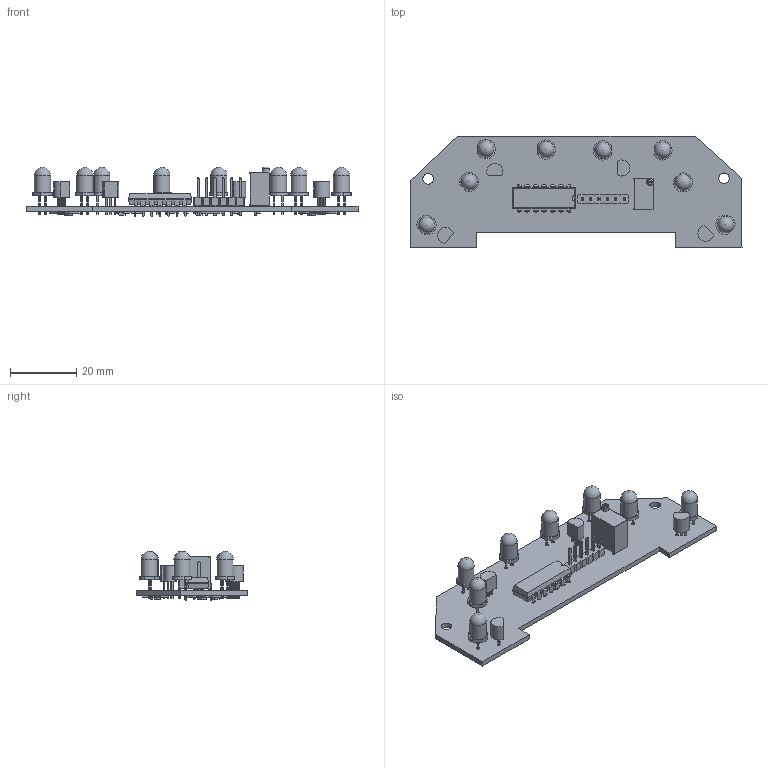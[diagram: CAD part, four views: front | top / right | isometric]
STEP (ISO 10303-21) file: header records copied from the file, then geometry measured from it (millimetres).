
FILE_DESCRIPTION(('KiCad electronic assembly'),'2;1');
FILE_NAME('pp sense.step','2023-10-01T17:53:07',('Pcbnew'),('Kicad'), 'Open CASCADE STEP processor 7.7','KiCad to STEP converter','Unknown' );
FILE_SCHEMA(('AUTOMOTIVE_DESIGN { 1 0 10303 214 1 1 1 1 }'));
Length unit declared in the file: millimetre
Products named in the file (16): pp sense 1; TO-92_Inline; SOLID; LED_D5.0mm; PinHeader_1x06_P2.54mm_Vertical; DIP-14_W7.62mm; Potentiometer_Bourns_3299W_Vertical; R_1206_3216Metric; LED_1206_3216Metric; pp sense PCB
Assembly tree (47 placements, depth 3):
  pp sense 1
    TO-92_Inline  x4
      SOLID
    LED_D5.0mm  x8
      SOLID
    PinHeader_1x06_P2.54mm_Vertical
      SOLID
    DIP-14_W7.62mm
      SOLID
    Potentiometer_Bourns_3299W_Vertical
      SOLID
    R_1206_3216Metric  x20
      SOLID
    LED_1206_3216Metric  x4
      SOLID
    pp sense PCB
Bounding box: 100.01 x 33.63 x 14.95 mm (x, y, z)
Volume: 7209.8 mm3; surface area: 10030.1 mm2
Topology: 40 solids, 40 shells, 1440 faces, 3688 edges, 2371 vertices
Faces by surface type: plane 1087, cylinder 310, bspline 26, sphere 12, revolution 3, torus 2
Full cylindrical faces by diameter (mm): 0.51 x3, 0.75 x12, 0.8 x17, 0.9 x16, 1 x6, 2 x1, 3.2 x2, 4.9 x8
Entity records: 46575 total; most frequent: CARTESIAN_POINT 9431, DIRECTION 6114, LINE 4270, VECTOR 4270, ORIENTED_EDGE 3242, PCURVE 3242, DEFINITIONAL_REPRESENTATION 3242, EDGE_CURVE 1621
